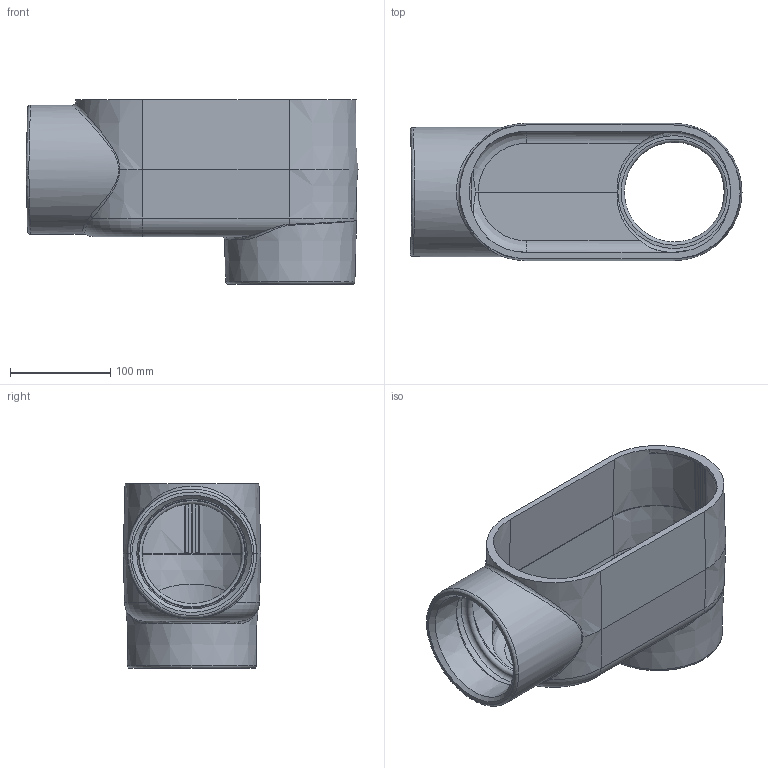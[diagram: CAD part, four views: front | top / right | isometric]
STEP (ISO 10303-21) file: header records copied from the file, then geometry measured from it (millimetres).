
FILE_DESCRIPTION(/* description */ (''),/* implementation_level */ '2;1');
FILE_NAME(/* name */ 'KIL_LB107.stp',/* time_stamp */ '2019-02-15T13:32:53+05:00',/* author */ ('avenkatesan'),/* organization */ (''),/* preprocessor_version */ 'ST-DEVELOPER v17',/* originating_system */ 'Autodesk Inventor 2018',/* authorisation */ '');
FILE_SCHEMA (('AUTOMOTIVE_DESIGN { 1 0 10303 214 3 1 1 }'));
Length unit declared in the file: inch
Products named in the file (1): 17739
Bounding box: 330.68 x 137.01 x 184.15 mm (x, y, z)
Volume: 1035216.4 mm3; surface area: 298106.1 mm2
Topology: 1 solids, 1 shells, 108 faces, 280 edges, 177 vertices
Faces by surface type: plane 36, cylinder 25, cone 20, torus 14, bspline 13
Full cylindrical faces by diameter (mm): 114.579 x2, 128.575 x1
Entity records: 7523 total; most frequent: CARTESIAN_POINT 4819, ORIENTED_EDGE 560, DIRECTION 543, EDGE_CURVE 280, AXIS2_PLACEMENT_3D 225, VERTEX_POINT 177, EDGE_LOOP 115, FACE_OUTER_BOUND 108
